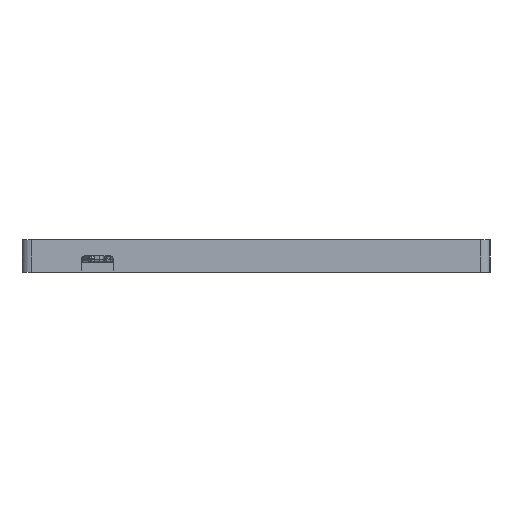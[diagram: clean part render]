
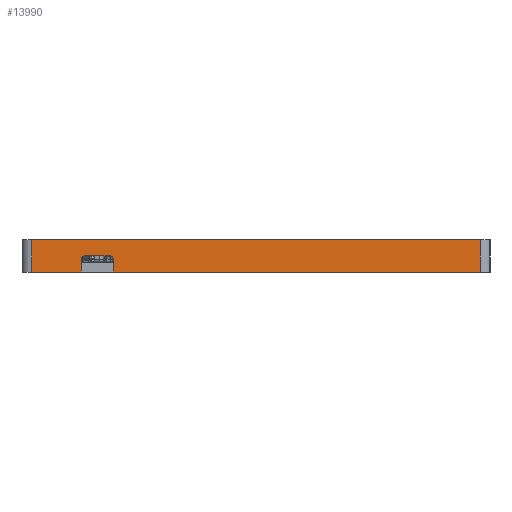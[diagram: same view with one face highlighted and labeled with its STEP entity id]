
A CAD part, left-side view. The second image highlights one B-rep face of the part: STEP entity #13990.
In plain terms, the highlighted planar face has unit normal (-1, 0, 0).
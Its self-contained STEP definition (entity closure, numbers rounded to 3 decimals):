
#285=PLANE('',#15947);
#447=LINE('',#22439,#1382);
#504=LINE('',#22705,#1439);
#1170=LINE('',#25749,#2105);
#1182=LINE('',#25777,#2117);
#1195=LINE('',#25804,#2130);
#1196=LINE('',#25806,#2131);
#1197=LINE('',#25808,#2132);
#1198=LINE('',#25809,#2133);
#1382=VECTOR('',#16635,10.);
#1439=VECTOR('',#16960,10.);
#2105=VECTOR('',#20606,10.);
#2117=VECTOR('',#20636,10.);
#2130=VECTOR('',#20663,10.);
#2131=VECTOR('',#20666,10.);
#2132=VECTOR('',#20667,10.);
#2133=VECTOR('',#20668,10.);
#3682=FACE_OUTER_BOUND('',#4655,.T.);
#4655=EDGE_LOOP('',(#12933,#12934,#12935,#12936,#12937,#12938,#12939,#12940,
#12941,#12942));
#4856=CIRCLE('',#14305,1.);
#5786=CIRCLE('',#15938,1.);
#5994=VERTEX_POINT('',#22427);
#5995=VERTEX_POINT('',#22429);
#5998=VERTEX_POINT('',#22437);
#6071=VERTEX_POINT('',#22701);
#6073=VERTEX_POINT('',#22704);
#6960=VERTEX_POINT('',#25746);
#6961=VERTEX_POINT('',#25748);
#6968=VERTEX_POINT('',#25773);
#6975=VERTEX_POINT('',#25802);
#6976=VERTEX_POINT('',#25807);
#7297=EDGE_CURVE('',#5994,#5995,#4856,.T.);
#7302=EDGE_CURVE('',#5994,#5998,#447,.T.);
#7432=EDGE_CURVE('',#6073,#6071,#504,.T.);
#8953=EDGE_CURVE('',#6961,#6960,#1170,.T.);
#8966=EDGE_CURVE('',#6968,#6960,#5786,.T.);
#8967=EDGE_CURVE('',#6968,#5995,#1182,.T.);
#8981=EDGE_CURVE('',#6975,#6071,#1195,.T.);
#8982=EDGE_CURVE('',#6961,#6975,#1196,.T.);
#8983=EDGE_CURVE('',#6976,#5998,#1197,.T.);
#8984=EDGE_CURVE('',#6073,#6976,#1198,.T.);
#12933=ORIENTED_EDGE('',*,*,#8981,.F.);
#12934=ORIENTED_EDGE('',*,*,#8982,.F.);
#12935=ORIENTED_EDGE('',*,*,#8953,.T.);
#12936=ORIENTED_EDGE('',*,*,#8966,.F.);
#12937=ORIENTED_EDGE('',*,*,#8967,.T.);
#12938=ORIENTED_EDGE('',*,*,#7297,.F.);
#12939=ORIENTED_EDGE('',*,*,#7302,.T.);
#12940=ORIENTED_EDGE('',*,*,#8983,.F.);
#12941=ORIENTED_EDGE('',*,*,#8984,.F.);
#12942=ORIENTED_EDGE('',*,*,#7432,.T.);
#13990=ADVANCED_FACE('',(#3682),#285,.T.);
#14305=AXIS2_PLACEMENT_3D('',#22430,#16627,#16628);
#15938=AXIS2_PLACEMENT_3D('',#25775,#20632,#20633);
#15947=AXIS2_PLACEMENT_3D('',#25805,#20664,#20665);
#16627=DIRECTION('center_axis',(-1.,0.,0.));
#16628=DIRECTION('ref_axis',(0.,-0.707,0.707));
#16635=DIRECTION('',(0.,0.,-1.));
#16960=DIRECTION('',(0.,1.,0.));
#20606=DIRECTION('',(0.,0.,1.));
#20632=DIRECTION('center_axis',(-1.,0.,0.));
#20633=DIRECTION('ref_axis',(0.,0.707,0.707));
#20636=DIRECTION('',(0.,-1.,0.));
#20663=DIRECTION('',(0.,0.,1.));
#20664=DIRECTION('center_axis',(-1.,0.,0.));
#20665=DIRECTION('ref_axis',(0.,-1.,0.));
#20666=DIRECTION('',(0.,1.,0.));
#20667=DIRECTION('',(0.,1.,0.));
#20668=DIRECTION('',(0.,0.,-1.));
#22427=CARTESIAN_POINT('',(-157.342,44.159,4.));
#22429=CARTESIAN_POINT('',(-157.342,45.159,5.));
#22430=CARTESIAN_POINT('Origin',(-157.342,45.159,4.));
#22437=CARTESIAN_POINT('',(-157.342,44.159,0.));
#22439=CARTESIAN_POINT('',(-157.342,44.159,2.5));
#22701=CARTESIAN_POINT('',(-157.342,69.659,10.));
#22704=CARTESIAN_POINT('',(-157.342,-70.341,10.));
#22705=CARTESIAN_POINT('',(-157.342,70.159,10.));
#25746=CARTESIAN_POINT('',(-157.342,54.159,4.));
#25748=CARTESIAN_POINT('',(-157.342,54.159,0.));
#25749=CARTESIAN_POINT('',(-157.342,54.159,0.));
#25773=CARTESIAN_POINT('',(-157.342,53.159,5.));
#25775=CARTESIAN_POINT('Origin',(-157.342,53.159,4.));
#25777=CARTESIAN_POINT('',(-157.342,63.409,5.));
#25802=CARTESIAN_POINT('',(-157.342,69.659,0.));
#25804=CARTESIAN_POINT('',(-157.342,69.659,0.));
#25805=CARTESIAN_POINT('Origin',(-157.342,72.659,0.));
#25806=CARTESIAN_POINT('',(-157.342,-73.341,0.));
#25807=CARTESIAN_POINT('',(-157.342,-70.341,0.));
#25808=CARTESIAN_POINT('',(-157.342,-73.341,0.));
#25809=CARTESIAN_POINT('',(-157.342,-70.341,0.));
